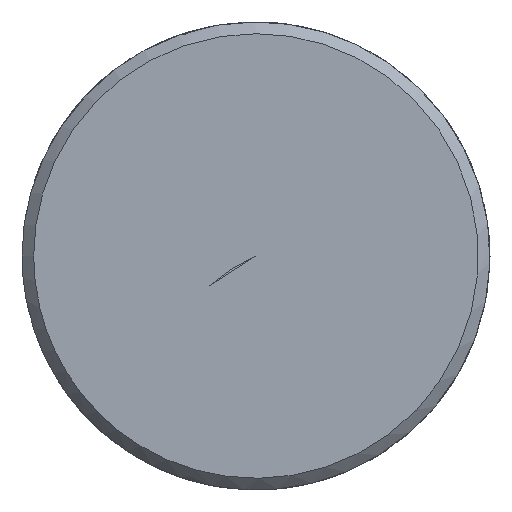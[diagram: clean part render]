
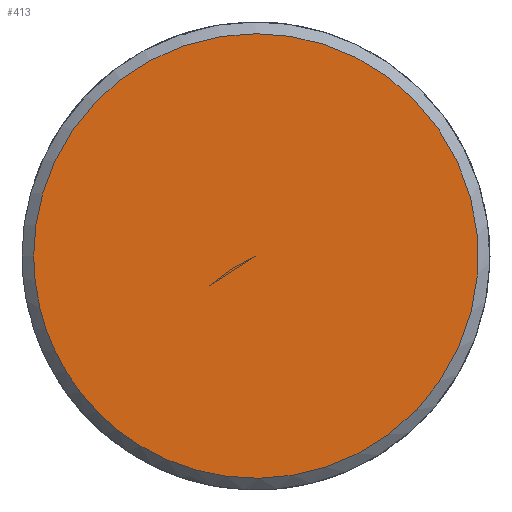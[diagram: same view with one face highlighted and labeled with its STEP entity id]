
A CAD part, left-side view. The second image highlights one B-rep face of the part: STEP entity #413.
In plain terms, the highlighted free-form (B-spline) face has degree [5, 1] with [6, 2] control points.
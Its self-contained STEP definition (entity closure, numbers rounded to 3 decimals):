
#341 = CARTESIAN_POINT ('', (-70., 4.75, 0.));
#342 = VERTEX_POINT ('', #341);
#350 = CARTESIAN_POINT ('', (-70., 4.75, 0.));
#351 = CARTESIAN_POINT ('', (-70., 4.75, 19.));
#352 = CARTESIAN_POINT ('', (-70., -14.25, 9.5));
#353 = CARTESIAN_POINT ('', (-70., -14.25, -9.5));
#354 = CARTESIAN_POINT ('', (-70., 4.75, -19.));
#355 = CARTESIAN_POINT ('', (-70., 4.75, 0.));
#356 = (
   BOUNDED_CURVE ()
   B_SPLINE_CURVE (5, (#350, #351, #352, #353, #354, #355), .UNSPECIFIED., .T., .U.)
   B_SPLINE_CURVE_WITH_KNOTS ((6, 6), (0., 1.), .UNSPECIFIED.)
   CURVE ()
   GEOMETRIC_REPRESENTATION_ITEM ()
   RATIONAL_B_SPLINE_CURVE ((5., 1., 1., 1., 1., 5.))
   REPRESENTATION_ITEM ('')
);
#357 = EDGE_CURVE ('', #342, #342, #356, .T.);
#389 = CARTESIAN_POINT ('', (-70., 0., 0.));
#390 = VERTEX_POINT ('', #389);
#391 = CARTESIAN_POINT ('', (-70., 0., 0.));
#392 = CARTESIAN_POINT ('', (-70., 4.75, 0.));
#393 = B_SPLINE_CURVE_WITH_KNOTS ('', 1, (#391, #392), .UNSPECIFIED., .F., .U., (2, 2), (0., 1.), .UNSPECIFIED.);
#394 = EDGE_CURVE ('', #390, #342, #393, .T.);
#395 = ORIENTED_EDGE ('', *, *, #394, .F.);
#396 = ORIENTED_EDGE ('', *, *, #394, .T.);
#397 = ORIENTED_EDGE ('', *, *, #357, .F.);
#398 = EDGE_LOOP ('', (#395, #396, #397));
#399 = FACE_OUTER_BOUND ('', #398, .T.);
#400 = CARTESIAN_POINT ('', (-70., 0., 0.));
#401 = CARTESIAN_POINT ('', (-70., 4.75, 0.));
#402 = CARTESIAN_POINT ('', (-70., 0., 0.));
#403 = CARTESIAN_POINT ('', (-70., 4.75, 19.));
#404 = CARTESIAN_POINT ('', (-70., 0., 0.));
#405 = CARTESIAN_POINT ('', (-70., -14.25, 9.5));
#406 = CARTESIAN_POINT ('', (-70., 0., 0.));
#407 = CARTESIAN_POINT ('', (-70., -14.25, -9.5));
#408 = CARTESIAN_POINT ('', (-70., 0., 0.));
#409 = CARTESIAN_POINT ('', (-70., 4.75, -19.));
#410 = CARTESIAN_POINT ('', (-70., 0., 0.));
#411 = CARTESIAN_POINT ('', (-70., 4.75, 0.));
#412 = (
   BOUNDED_SURFACE ()
   B_SPLINE_SURFACE (5, 1, ((#400, #401), (#402, #403), (#404, #405), (#406, #407), (#408, #409), (#410, #411)), .UNSPECIFIED., .T., .F., .U.)
   B_SPLINE_SURFACE_WITH_KNOTS ((6, 6), (2, 2), (0., 1.), (0., 1.), .UNSPECIFIED.)
   SURFACE ()
   GEOMETRIC_REPRESENTATION_ITEM ()
   RATIONAL_B_SPLINE_SURFACE (((5., 5.), (1., 1.), (1., 1.), (1., 1.), (1., 1.), (5., 5.)))
   REPRESENTATION_ITEM ('')
);
#413 = ADVANCED_FACE ('', (#399), #412, .T.);
